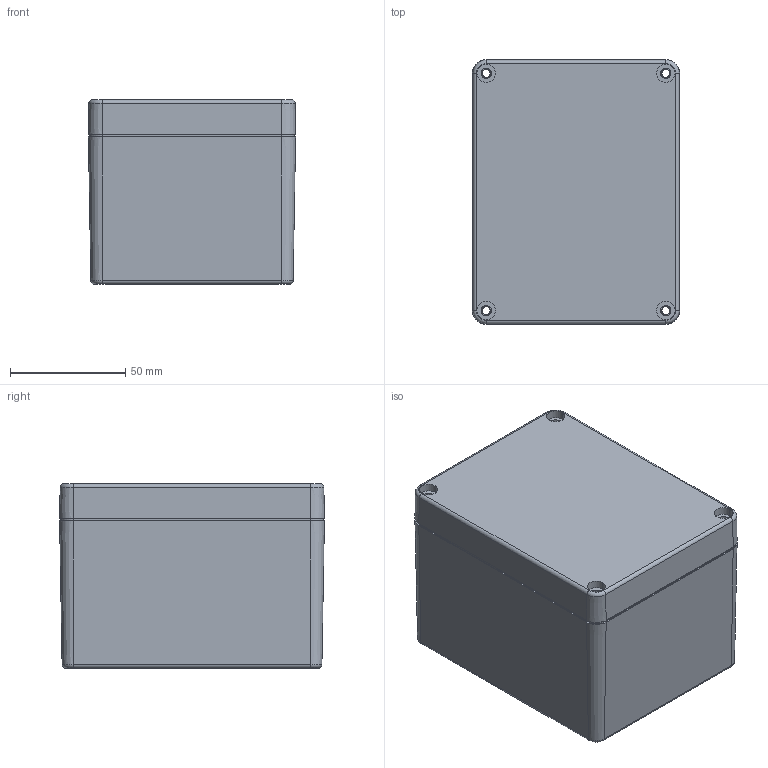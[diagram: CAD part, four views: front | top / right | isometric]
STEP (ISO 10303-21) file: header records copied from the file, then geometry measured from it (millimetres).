
FILE_DESCRIPTION (( 'STEP AP214' ), '1' );
FILE_NAME ('G221.STEP', '2009-09-09T02:16:11', ( 'NEF User' ), ( 'NEF User' ), 'SwSTEP 2.0', 'SolidWorks 2009', '' );
FILE_SCHEMA (( 'AUTOMOTIVE_DESIGN' ));
Length unit declared in the file: millimetre
Products named in the file (1): G221
Bounding box: 90 x 115 x 80 mm (x, y, z)
Volume: 156233.8 mm3; surface area: 121525.6 mm2
Topology: 2 solids, 2 shells, 502 faces, 1248 edges, 800 vertices
Faces by surface type: cone 180, plane 170, cylinder 144, torus 8
Entity records: 15327 total; most frequent: CARTESIAN_POINT 2935, DIRECTION 2766, ORIENTED_EDGE 2472, EDGE_CURVE 1236, AXIS2_PLACEMENT_3D 1115, VERTEX_POINT 800, CIRCLE 612, EDGE_LOOP 588
